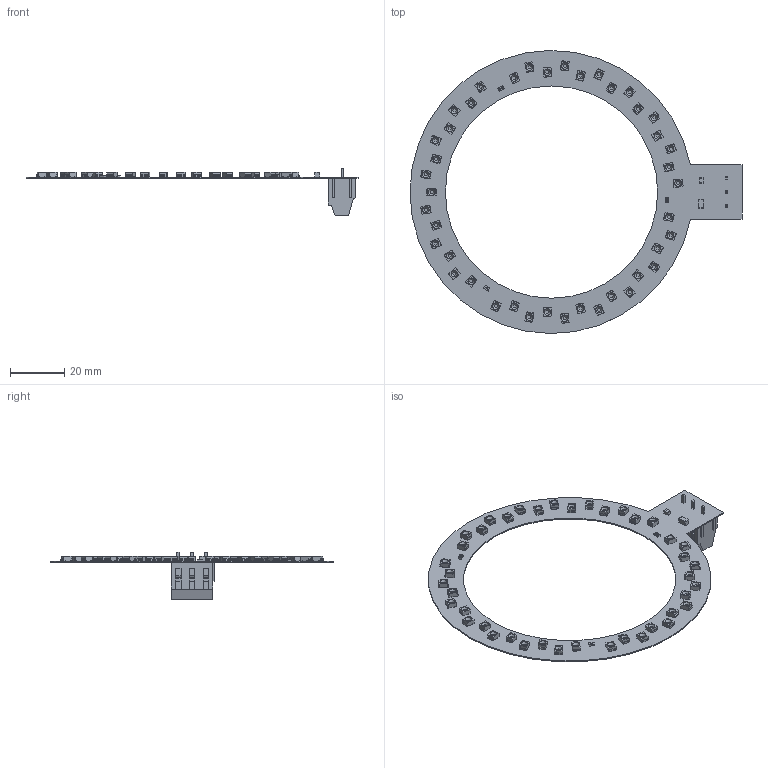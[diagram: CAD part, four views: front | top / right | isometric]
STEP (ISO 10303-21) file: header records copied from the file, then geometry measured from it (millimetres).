
FILE_DESCRIPTION(('Open CASCADE Model'),'2;1');
FILE_NAME('Open CASCADE Shape Model','2020-08-10T21:48:04',('Author'),( 'Open CASCADE'),'Open CASCADE STEP processor 6.8','Open CASCADE 6.8' ,'Unknown');
FILE_SCHEMA(('AUTOMOTIVE_DESIGN { 1 0 10303 214 1 1 1 1 }'));
Length unit declared in the file: millimetre
Products named in the file (65): PCB; Board; C2; 341854208; Extruded; 341852304; R5; RES_0805; D42; LED3528SMD; D41; D40; D39; D38; D37; D36; D35; D34; D33; D32; D31; D30; D29; R3; R1; D28; D27; D26; D25; D24; D23; D22; D21; D20; D19; D18; D17; D16; D15; D14 ...
Assembly tree (115 placements, depth 4):
  PCB
    Board
    C2
      341854208  x2
        Extruded
      341852304
        Extruded
    R5
      RES_0805
    D42
      LED3528SMD
    D41
      LED3528SMD
    D40
      LED3528SMD
    D39
      LED3528SMD
    D38
      LED3528SMD
    D37
      LED3528SMD
    D36
      LED3528SMD
    D35
      LED3528SMD
    D34
      LED3528SMD
    D33
      LED3528SMD
    D32
      LED3528SMD
    D31
      LED3528SMD
    D30
      LED3528SMD
    D29
      LED3528SMD
    R3
      RES_0805
    R1
      RES_0805
    D28
      LED3528SMD
    D27
      LED3528SMD
    D26
      LED3528SMD
    D25
      LED3528SMD
    D24
      LED3528SMD
    D23
      LED3528SMD
    D22
      LED3528SMD
    D21
      LED3528SMD
    D20
      LED3528SMD
    D19
Bounding box: 122 x 104 x 17.6 mm (x, y, z)
Volume: 3516.3 mm3; surface area: 13472.7 mm2
Topology: 71 solids, 71 shells, 2041 faces, 5253 edges, 3462 vertices
Faces by surface type: plane 1612, cylinder 252, bspline 135, cone 42
Full cylindrical faces by diameter (mm): 0.6 x42, 2.4 x9, 3.8 x6, 78 x1
Entity records: 17513 total; most frequent: CARTESIAN_POINT 5056, ORIENTED_EDGE 1944, DIRECTION 1817, EDGE_CURVE 972, LINE 803, VECTOR 803, VERTEX_POINT 640, AXIS2_PLACEMENT_3D 507
